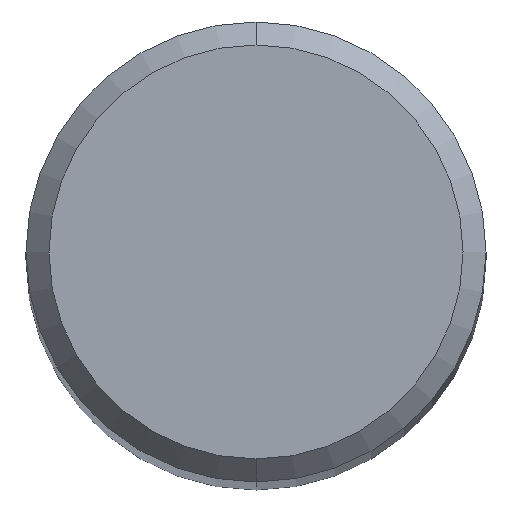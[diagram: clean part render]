
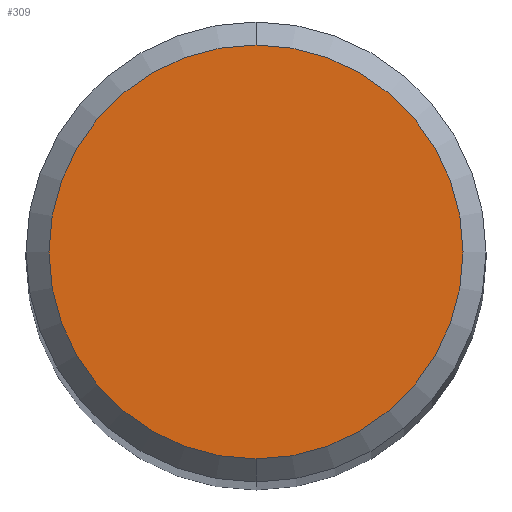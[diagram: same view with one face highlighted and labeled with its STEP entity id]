
A CAD part, top view. The second image highlights one B-rep face of the part: STEP entity #309.
In plain terms, the highlighted planar face has unit normal (0, 0, 1).
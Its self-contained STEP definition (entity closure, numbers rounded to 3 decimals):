
#215=EDGE_CURVE('',#287,#231,#443,.T.);
#231=VERTEX_POINT('',#462);
#287=VERTEX_POINT('',#526);
#295=EDGE_CURVE('',#231,#287,#534,.T.);
#309=ADVANCED_FACE('',(#551),#552,.T.);
#443=CIRCLE('',#712,4.5);
#462=CARTESIAN_POINT('',(0.0,4.5,0.0));
#526=CARTESIAN_POINT('',(0.,-4.5,0.0));
#534=CIRCLE('',#825,4.5);
#551=FACE_OUTER_BOUND('',#847,.T.);
#552=PLANE('',#848);
#712=AXIS2_PLACEMENT_3D('',#991,#992,#993);
#825=AXIS2_PLACEMENT_3D('',#1111,#1112,#1113);
#847=EDGE_LOOP('',(#1144,#1145));
#848=AXIS2_PLACEMENT_3D('',#1146,#1147,#1148);
#991=CARTESIAN_POINT('',(0.0,0.0,0.0));
#992=DIRECTION('',(0.0,0.0,-1.0));
#993=DIRECTION('',(0.0,1.0,0.0));
#1111=CARTESIAN_POINT('',(0.0,0.0,0.0));
#1112=DIRECTION('',(0.0,0.0,-1.0));
#1113=DIRECTION('',(0.0,1.0,0.0));
#1144=ORIENTED_EDGE('',*,*,#295,.F.);
#1145=ORIENTED_EDGE('',*,*,#215,.F.);
#1146=CARTESIAN_POINT('',(0.0,2.25,0.0));
#1147=DIRECTION('',(-0.0,0.0,1.0));
#1148=DIRECTION('',(0.0,-1.0,0.0));
